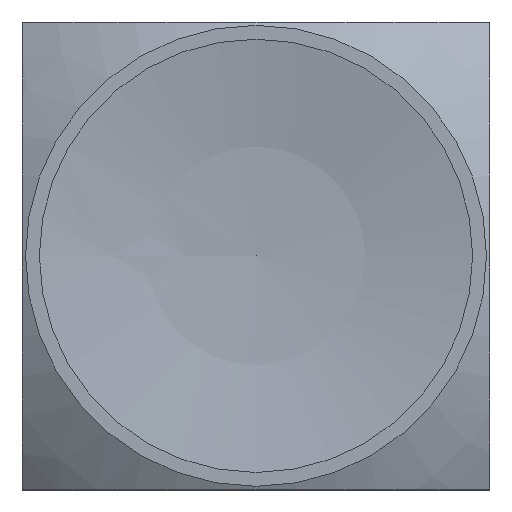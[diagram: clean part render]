
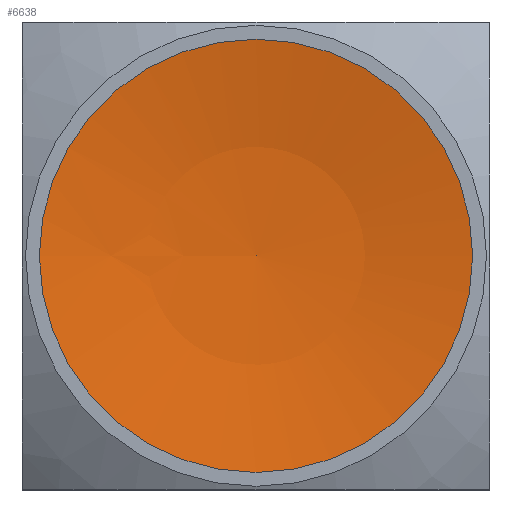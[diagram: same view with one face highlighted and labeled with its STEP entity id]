
A CAD part, top view. The second image highlights one B-rep face of the part: STEP entity #6638.
In plain terms, the highlighted spherical face has radius 41 mm.
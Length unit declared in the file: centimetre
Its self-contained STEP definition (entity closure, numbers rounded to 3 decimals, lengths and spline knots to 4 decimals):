
#29=SPHERICAL_SURFACE('',#7105,4.1);
#176=CIRCLE('',#7093,0.806);
#183=CIRCLE('',#7106,4.1);
#458=FACE_OUTER_BOUND('',#828,.T.);
#828=EDGE_LOOP('',(#5639,#5640,#5641));
#3072=VERTEX_POINT('',#10430);
#3082=VERTEX_POINT('',#10461);
#3940=EDGE_CURVE('',#3072,#3072,#176,.T.);
#3955=EDGE_CURVE('',#3082,#3072,#183,.T.);
#5639=ORIENTED_EDGE('',*,*,#3955,.T.);
#5640=ORIENTED_EDGE('',*,*,#3940,.F.);
#5641=ORIENTED_EDGE('',*,*,#3955,.F.);
#6638=ADVANCED_FACE('',(#458),#29,.F.);
#7093=AXIS2_PLACEMENT_3D('',#10431,#8548,#8549);
#7105=AXIS2_PLACEMENT_3D('',#10460,#8580,#8581);
#7106=AXIS2_PLACEMENT_3D('',#10462,#8582,#8583);
#8548=DIRECTION('center_axis',(0.,0.,
-1.));
#8549=DIRECTION('ref_axis',(0.,1.,0.));
#8580=DIRECTION('center_axis',(0.,0.,
1.));
#8581=DIRECTION('ref_axis',(1.,0.,0.));
#8582=DIRECTION('center_axis',(0.,1.,0.));
#8583=DIRECTION('ref_axis',(-1.,0.,0.));
#10430=CARTESIAN_POINT('',(-0.806,0.,2.25));
#10431=CARTESIAN_POINT('Origin',(0.,0.,
2.25));
#10460=CARTESIAN_POINT('Origin',(0.,0.,
6.27));
#10461=CARTESIAN_POINT('',(0.,0.,2.17));
#10462=CARTESIAN_POINT('Origin',(0.,0.,
6.27));
